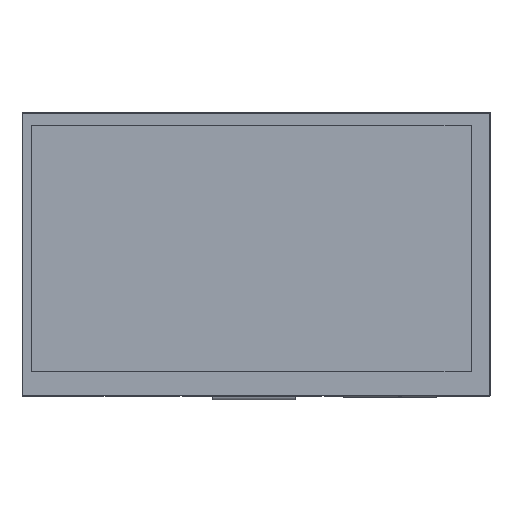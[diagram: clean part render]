
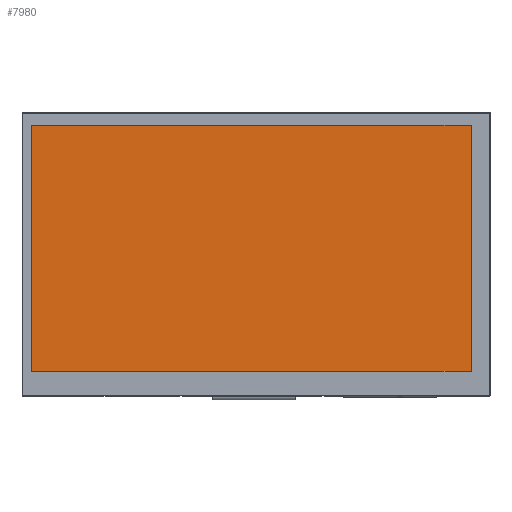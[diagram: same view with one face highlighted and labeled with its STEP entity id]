
A CAD part, top view. The second image highlights one B-rep face of the part: STEP entity #7980.
In plain terms, the highlighted planar face has unit normal (0, 0, 1).
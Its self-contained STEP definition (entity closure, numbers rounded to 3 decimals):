
#409=FACE_OUTER_BOUND('',#832,.T.);
#832=EDGE_LOOP('',(#5413,#5414,#5415,#5416));
#1273=LINE('',#11399,#2325);
#1277=LINE('',#11407,#2329);
#1280=LINE('',#11413,#2332);
#1283=LINE('',#11418,#2335);
#2325=VECTOR('',#9275,10.);
#2329=VECTOR('',#9281,10.);
#2332=VECTOR('',#9286,10.);
#2335=VECTOR('',#9291,10.);
#3365=VERTEX_POINT('',#11397);
#3366=VERTEX_POINT('',#11398);
#3369=VERTEX_POINT('',#11406);
#3371=VERTEX_POINT('',#11412);
#4159=EDGE_CURVE('',#3365,#3366,#1273,.T.);
#4163=EDGE_CURVE('',#3369,#3365,#1277,.T.);
#4166=EDGE_CURVE('',#3371,#3369,#1280,.T.);
#4169=EDGE_CURVE('',#3366,#3371,#1283,.T.);
#5413=ORIENTED_EDGE('',*,*,#4169,.F.);
#5414=ORIENTED_EDGE('',*,*,#4159,.F.);
#5415=ORIENTED_EDGE('',*,*,#4163,.F.);
#5416=ORIENTED_EDGE('',*,*,#4166,.F.);
#7612=PLANE('',#8637);
#7980=ADVANCED_FACE('',(#409),#7612,.T.);
#8637=AXIS2_PLACEMENT_3D('',#11421,#9295,#9296);
#9275=DIRECTION('',(0.,1.,0.));
#9281=DIRECTION('',(-1.,0.,0.));
#9286=DIRECTION('',(0.,-1.,0.));
#9291=DIRECTION('',(1.,0.,0.));
#9295=DIRECTION('center_axis',(0.,0.,1.));
#9296=DIRECTION('ref_axis',(1.,0.,0.));
#11397=CARTESIAN_POINT('',(-79.235,-41.285,1.1));
#11398=CARTESIAN_POINT('',(-79.235,45.435,1.1));
#11399=CARTESIAN_POINT('',(-79.235,-41.285,1.1));
#11406=CARTESIAN_POINT('',(75.775,-41.285,1.1));
#11407=CARTESIAN_POINT('',(75.775,-41.285,1.1));
#11412=CARTESIAN_POINT('',(75.775,45.435,1.1));
#11413=CARTESIAN_POINT('',(75.775,45.435,1.1));
#11418=CARTESIAN_POINT('',(-79.235,45.435,1.1));
#11421=CARTESIAN_POINT('Origin',(-1.73,2.075,1.1));
